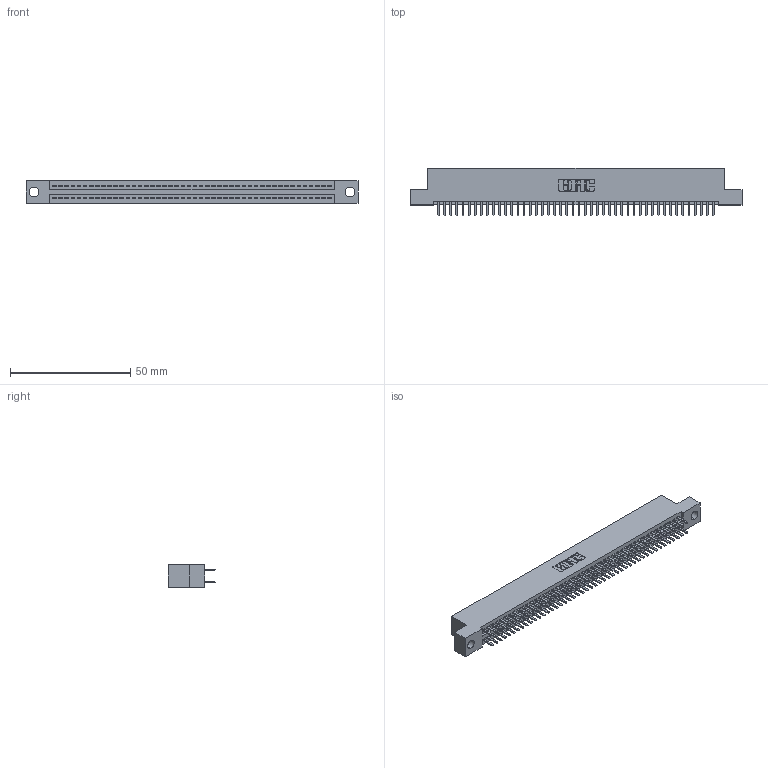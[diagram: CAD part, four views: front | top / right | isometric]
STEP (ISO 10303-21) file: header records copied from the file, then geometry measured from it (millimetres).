
FILE_DESCRIPTION (( 'STEP AP203' ), '1' );
FILE_NAME ('395-092-520-204.STEP', '2021-06-17T10:31:27', ( '' ), ( '' ), 'SwSTEP 2.0', 'SolidWorks 2020', '' );
FILE_SCHEMA (( 'CONFIG_CONTROL_DESIGN' ));
Length unit declared in the file: inch
Products named in the file (3): 345-292-001_345-293-120; 395-092-520-204; 345 Part_Flush Mounting Lugs - 0.156 Dia-TI
Assembly tree (93 placements, depth 2):
  395-092-520-204
    345 Part_Flush Mounting Lugs - 0.156 Dia-TI
    345-292-001_345-293-120  x92
Bounding box: 138.05 x 19.68 x 9.4 mm (x, y, z)
Volume: 13301 mm3; surface area: 19504.1 mm2
Topology: 93 solids, 93 shells, 5108 faces, 14821 edges, 9634 vertices
Faces by surface type: plane 3314, cylinder 1794
Entity records: 36087 total; most frequent: CARTESIAN_POINT 6062, ORIENTED_EDGE 5982, DIRECTION 5327, EDGE_CURVE 2991, VECTOR 2671, LINE 2671, VERTEX_POINT 1990, AXIS2_PLACEMENT_3D 1328
